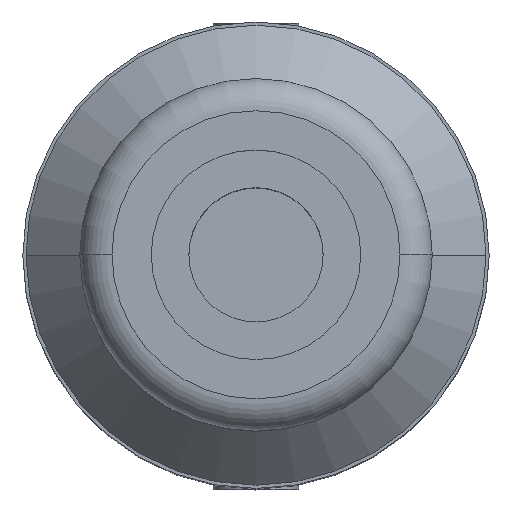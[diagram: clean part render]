
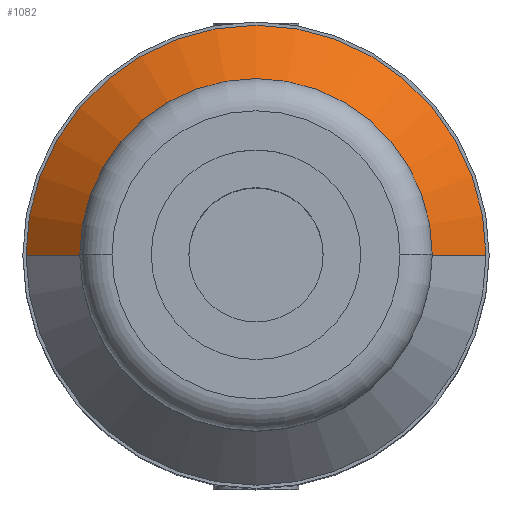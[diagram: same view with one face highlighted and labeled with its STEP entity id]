
A CAD part, top view. The second image highlights one B-rep face of the part: STEP entity #1082.
In plain terms, the highlighted conical face has half-angle 45 degrees and reference radius 4.166 mm.
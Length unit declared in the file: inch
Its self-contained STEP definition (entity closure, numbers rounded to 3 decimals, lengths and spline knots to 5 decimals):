
#9 = VERTEX_POINT ( 'NONE', #1099 ) ;
#12 = LINE ( 'NONE', #757, #871 ) ;
#21 = EDGE_CURVE ( 'NONE', #1077, #266, #489, .T. ) ;
#85 = CONICAL_SURFACE ( 'NONE', #412, 0.164, 0.785 ) ;
#99 = ORIENTED_EDGE ( 'NONE', *, *, #21, .F. ) ;
#101 = EDGE_LOOP ( 'NONE', ( #99, #652, #764, #1515 ) ) ;
#233 = VERTEX_POINT ( 'NONE', #1607 ) ;
#266 = VERTEX_POINT ( 'NONE', #844 ) ;
#272 = LINE ( 'NONE', #1133, #358 ) ;
#302 = CARTESIAN_POINT ( 'NONE',  ( 0.164, 0., -0.175 ) ) ;
#322 = DIRECTION ( 'NONE',  ( 0., 0., -1. ) ) ;
#358 = VECTOR ( 'NONE', #736, 39.37008 ) ;
#364 = DIRECTION ( 'NONE',  ( 0., 0., 1. ) ) ;
#412 = AXIS2_PLACEMENT_3D ( 'NONE', #793, #1445, #924 ) ;
#462 = EDGE_CURVE ( 'NONE', #1077, #9, #12, .T. ) ;
#489 = CIRCLE ( 'NONE', #1268, 0.164 ) ;
#551 = FACE_OUTER_BOUND ( 'NONE', #101, .T. ) ;
#590 = DIRECTION ( 'NONE',  ( 1., 0., 0. ) ) ;
#652 = ORIENTED_EDGE ( 'NONE', *, *, #462, .T. ) ;
#683 = DIRECTION ( 'NONE',  ( 0.707, 0., -0.707 ) ) ;
#716 = EDGE_CURVE ( 'NONE', #233, #9, #1578, .T. ) ;
#736 = DIRECTION ( 'NONE',  ( -0.707, 0., -0.707 ) ) ;
#757 = CARTESIAN_POINT ( 'NONE',  ( 0.164, 0., -0.175 ) ) ;
#764 = ORIENTED_EDGE ( 'NONE', *, *, #716, .F. ) ;
#779 = AXIS2_PLACEMENT_3D ( 'NONE', #1469, #322, #984 ) ;
#793 = CARTESIAN_POINT ( 'NONE',  ( 0., 0., -0.175 ) ) ;
#844 = CARTESIAN_POINT ( 'NONE',  ( -0.164, 0., -0.175 ) ) ;
#871 = VECTOR ( 'NONE', #683, 39.37008 ) ;
#924 = DIRECTION ( 'NONE',  ( -1., 0., 0. ) ) ;
#984 = DIRECTION ( 'NONE',  ( 1., 0., 0. ) ) ;
#995 = EDGE_CURVE ( 'NONE', #266, #233, #272, .T. ) ;
#1077 = VERTEX_POINT ( 'NONE', #302 ) ;
#1082 = ADVANCED_FACE ( 'NONE', ( #551 ), #85, .T. ) ;
#1099 = CARTESIAN_POINT ( 'NONE',  ( 0.214, 0., -0.225 ) ) ;
#1133 = CARTESIAN_POINT ( 'NONE',  ( -0.164, 0., -0.175 ) ) ;
#1221 = CARTESIAN_POINT ( 'NONE',  ( 0., 0., -0.175 ) ) ;
#1268 = AXIS2_PLACEMENT_3D ( 'NONE', #1221, #364, #590 ) ;
#1445 = DIRECTION ( 'NONE',  ( 0., 0., -1. ) ) ;
#1469 = CARTESIAN_POINT ( 'NONE',  ( 0., 0., -0.225 ) ) ;
#1515 = ORIENTED_EDGE ( 'NONE', *, *, #995, .F. ) ;
#1578 = CIRCLE ( 'NONE', #779, 0.214 ) ;
#1607 = CARTESIAN_POINT ( 'NONE',  ( -0.214, 0., -0.225 ) ) ;
